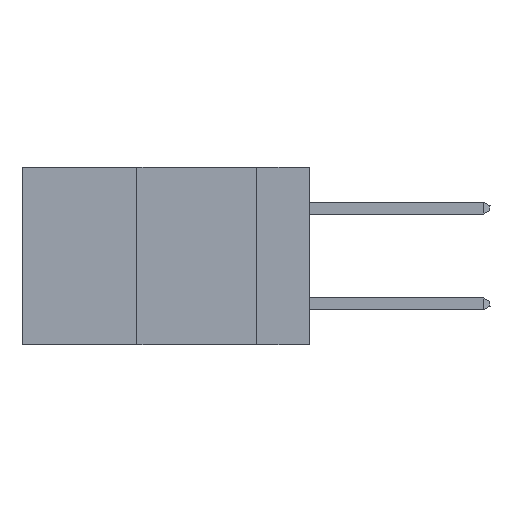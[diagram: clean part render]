
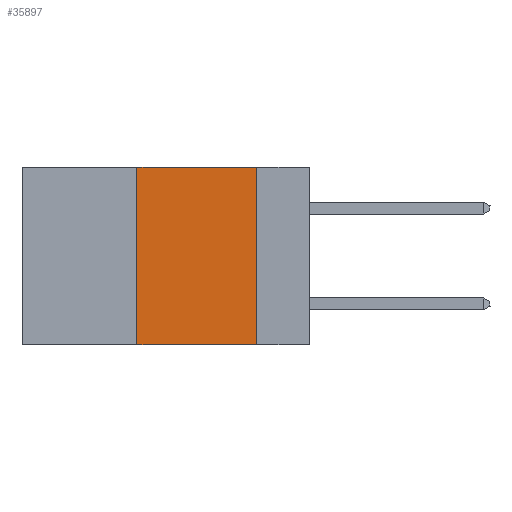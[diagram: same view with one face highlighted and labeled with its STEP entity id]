
A CAD part, left-side view. The second image highlights one B-rep face of the part: STEP entity #35897.
In plain terms, the highlighted planar face has unit normal (-1, 0, 0).
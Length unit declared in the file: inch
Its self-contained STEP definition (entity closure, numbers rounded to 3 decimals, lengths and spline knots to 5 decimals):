
#80 = VECTOR ( 'NONE', #23080, 39.37008 ) ;
#232 = VERTEX_POINT ( 'NONE', #27294 ) ;
#1558 = EDGE_CURVE ( 'NONE', #232, #9174, #14157, .T. ) ;
#2035 = CARTESIAN_POINT ( 'NONE',  ( 0., 0.11, -0.37 ) ) ;
#4303 = DIRECTION ( 'NONE',  ( 0., -1., 0. ) ) ;
#4672 = CARTESIAN_POINT ( 'NONE',  ( 0., 0.6, 0. ) ) ;
#5391 = CARTESIAN_POINT ( 'NONE',  ( 0., 0.36, 0. ) ) ;
#6242 = LINE ( 'NONE', #4672, #35314 ) ;
#7398 = CARTESIAN_POINT ( 'NONE',  ( 0., 0.11, 0. ) ) ;
#9174 = VERTEX_POINT ( 'NONE', #5391 ) ;
#9894 = CARTESIAN_POINT ( 'NONE',  ( 0., 0.6, -0.37 ) ) ;
#11180 = LINE ( 'NONE', #9894, #12949 ) ;
#12949 = VECTOR ( 'NONE', #29828, 39.37008 ) ;
#13346 = DIRECTION ( 'NONE',  ( 0., 0., -1. ) ) ;
#14157 = LINE ( 'NONE', #20383, #80 ) ;
#14543 = DIRECTION ( 'NONE',  ( 0., 0., -1. ) ) ;
#14677 = LINE ( 'NONE', #18993, #27897 ) ;
#14779 = PLANE ( 'NONE',  #18181 ) ;
#15302 = ORIENTED_EDGE ( 'NONE', *, *, #20334, .F. ) ;
#18181 = AXIS2_PLACEMENT_3D ( 'NONE', #31366, #28690, #14543 ) ;
#18993 = CARTESIAN_POINT ( 'NONE',  ( 0., 0.11, 0. ) ) ;
#20334 = EDGE_CURVE ( 'NONE', #9174, #24963, #6242, .T. ) ;
#20383 = CARTESIAN_POINT ( 'NONE',  ( 0., 0.36, 0. ) ) ;
#21360 = VERTEX_POINT ( 'NONE', #2035 ) ;
#23080 = DIRECTION ( 'NONE',  ( 0., 0., 1. ) ) ;
#24685 = ORIENTED_EDGE ( 'NONE', *, *, #1558, .F. ) ;
#24736 = EDGE_CURVE ( 'NONE', #24963, #21360, #14677, .T. ) ;
#24963 = VERTEX_POINT ( 'NONE', #7398 ) ;
#27294 = CARTESIAN_POINT ( 'NONE',  ( 0., 0.36, -0.37 ) ) ;
#27897 = VECTOR ( 'NONE', #13346, 39.37008 ) ;
#28690 = DIRECTION ( 'NONE',  ( 1., 0., 0. ) ) ;
#29828 = DIRECTION ( 'NONE',  ( 0., -1., 0. ) ) ;
#30244 = ORIENTED_EDGE ( 'NONE', *, *, #24736, .F. ) ;
#31230 = EDGE_CURVE ( 'NONE', #232, #21360, #11180, .T. ) ;
#31366 = CARTESIAN_POINT ( 'NONE',  ( 0., 0.6, 0. ) ) ;
#31803 = EDGE_LOOP ( 'NONE', ( #30244, #15302, #24685, #32083 ) ) ;
#32007 = FACE_OUTER_BOUND ( 'NONE', #31803, .T. ) ;
#32083 = ORIENTED_EDGE ( 'NONE', *, *, #31230, .T. ) ;
#35314 = VECTOR ( 'NONE', #4303, 39.37008 ) ;
#35897 = ADVANCED_FACE ( 'NONE', ( #32007 ), #14779, .F. ) ;
